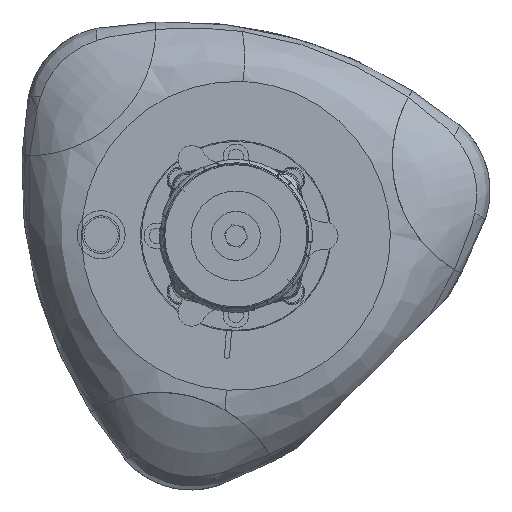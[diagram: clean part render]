
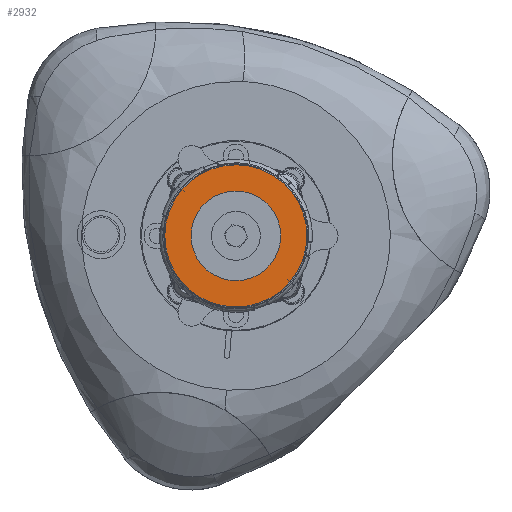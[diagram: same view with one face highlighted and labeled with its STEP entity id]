
A CAD part, front view. The second image highlights one B-rep face of the part: STEP entity #2932.
In plain terms, the highlighted planar face has unit normal (0, -1, 0).
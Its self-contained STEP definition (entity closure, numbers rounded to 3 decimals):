
#2932=ADVANCED_FACE('',(#10222,#10223),#10224,.F.);
#10222=FACE_OUTER_BOUND('',#48991,.T.);
#10223=FACE_BOUND('',#48992,.T.);
#10224=PLANE('',#48993);
#48991=EDGE_LOOP('',(#86665,#86666));
#48992=EDGE_LOOP('',(#86667,#86668));
#48993=AXIS2_PLACEMENT_3D('',#86669,#86670,#86671);
#86665=ORIENTED_EDGE('',*,*,#108685,.F.);
#86666=ORIENTED_EDGE('',*,*,#108819,.F.);
#86667=ORIENTED_EDGE('',*,*,#108820,.F.);
#86668=ORIENTED_EDGE('',*,*,#108618,.F.);
#86669=CARTESIAN_POINT('',(4.268,-188.328,104.774));
#86670=DIRECTION('',(0.,1.0,0.));
#86671=DIRECTION('',(1.0,0.,0.0));
#108618=EDGE_CURVE('',#123656,#123658,#123659,.T.);
#108685=EDGE_CURVE('',#123768,#123769,#123770,.T.);
#108819=EDGE_CURVE('',#123769,#123768,#123978,.T.);
#108820=EDGE_CURVE('',#123658,#123656,#123979,.T.);
#123656=VERTEX_POINT('',#159942);
#123658=VERTEX_POINT('',#159945);
#123659=CIRCLE('',#159946,13.05);
#123768=VERTEX_POINT('',#160110);
#123769=VERTEX_POINT('',#160111);
#123770=CIRCLE('',#160112,20.699);
#123978=CIRCLE('',#160552,20.699);
#123979=CIRCLE('',#160553,13.05);
#159942=CARTESIAN_POINT('',(0.81,-188.328,80.55));
#159945=CARTESIAN_POINT('',(-19.08,-188.328,97.45));
#159946=AXIS2_PLACEMENT_3D('',#192230,#192231,#192232);
#160110=CARTESIAN_POINT('',(6.639,-188.328,75.597));
#160111=CARTESIAN_POINT('',(-24.909,-188.328,102.403));
#160112=AXIS2_PLACEMENT_3D('',#192357,#192358,#192359);
#160552=AXIS2_PLACEMENT_3D('',#192559,#192560,#192561);
#160553=AXIS2_PLACEMENT_3D('',#192562,#192563,#192564);
#192230=CARTESIAN_POINT('',(-9.135,-188.328,89.0));
#192231=DIRECTION('',(0.,-1.0,0.));
#192232=DIRECTION('',(-0.762,0.,0.648));
#192357=CARTESIAN_POINT('',(-9.135,-188.328,89.0));
#192358=DIRECTION('',(0.,1.0,0.));
#192359=DIRECTION('',(0.762,0.0,-0.648));
#192559=CARTESIAN_POINT('',(-9.135,-188.328,89.0));
#192560=DIRECTION('',(0.,1.0,0.));
#192561=DIRECTION('',(0.762,0.0,-0.648));
#192562=CARTESIAN_POINT('',(-9.135,-188.328,89.0));
#192563=DIRECTION('',(0.,-1.0,0.));
#192564=DIRECTION('',(-0.762,0.,0.648));
